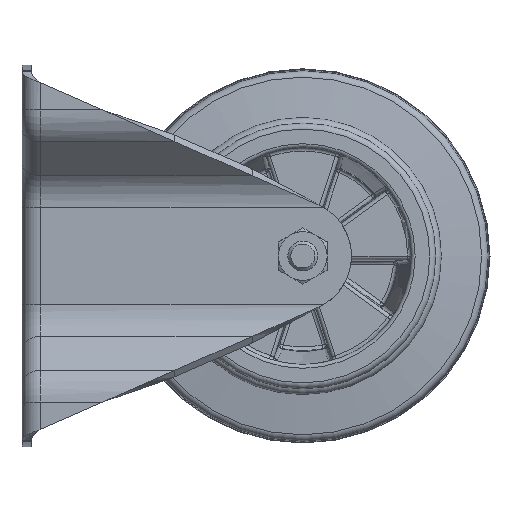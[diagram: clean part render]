
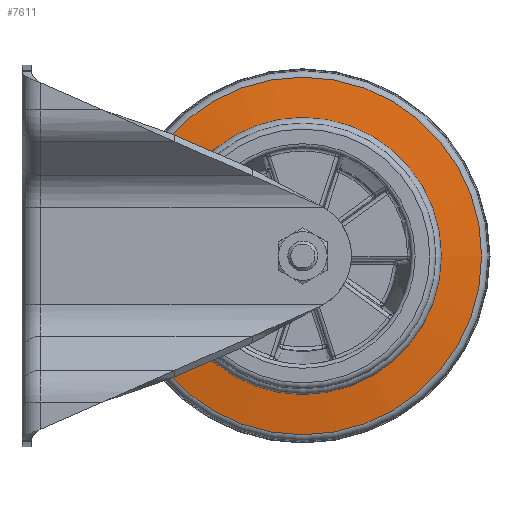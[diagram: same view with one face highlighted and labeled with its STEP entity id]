
A CAD part, left-side view. The second image highlights one B-rep face of the part: STEP entity #7611.
In plain terms, the highlighted conical face has half-angle 81.96 degrees and reference radius 47.759 mm.
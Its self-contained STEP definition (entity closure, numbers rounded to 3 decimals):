
#268=CONICAL_SURFACE('',#8268,47.759,1.43);
#328=FACE_BOUND('',#1693,.T.);
#593=CIRCLE('',#8219,47.759);
#594=CIRCLE('',#8221,37.);
#1134=FACE_OUTER_BOUND('',#1692,.T.);
#1692=EDGE_LOOP('',(#5797));
#1693=EDGE_LOOP('',(#5798));
#3303=VERTEX_POINT('',#13199);
#3304=VERTEX_POINT('',#13202);
#4172=EDGE_CURVE('',#3303,#3303,#593,.T.);
#4173=EDGE_CURVE('',#3304,#3304,#594,.T.);
#5797=ORIENTED_EDGE('',*,*,#4173,.T.);
#5798=ORIENTED_EDGE('',*,*,#4172,.T.);
#7611=ADVANCED_FACE('',(#1134,#328),#268,.T.);
#8219=AXIS2_PLACEMENT_3D('',#13200,#9442,#9443);
#8221=AXIS2_PLACEMENT_3D('',#13203,#9446,#9447);
#8268=AXIS2_PLACEMENT_3D('',#14073,#9540,#9541);
#9442=DIRECTION('center_axis',(-1.,0.,0.));
#9443=DIRECTION('ref_axis',(0.,-1.,0.));
#9446=DIRECTION('center_axis',(1.,0.,0.));
#9447=DIRECTION('ref_axis',(0.,-1.,0.));
#9540=DIRECTION('center_axis',(1.,0.,0.));
#9541=DIRECTION('ref_axis',(0.,0.,-1.));
#13199=CARTESIAN_POINT('',(-10.98,0.,-47.759));
#13200=CARTESIAN_POINT('Origin',(-10.98,0.,0.));
#13202=CARTESIAN_POINT('',(-12.5,0.,-37.));
#13203=CARTESIAN_POINT('Origin',(-12.5,0.,0.));
#14073=CARTESIAN_POINT('Origin',(-10.98,0.,0.));
